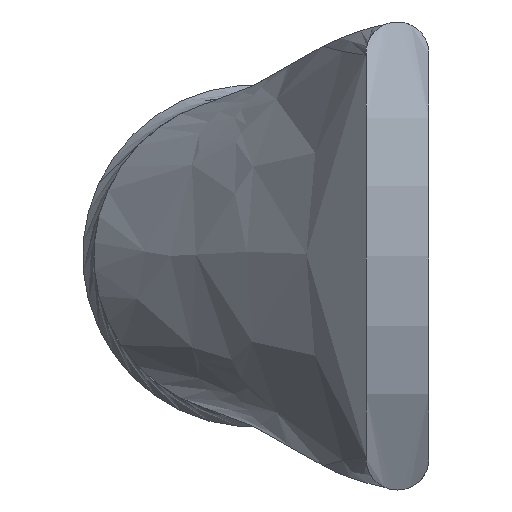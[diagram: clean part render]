
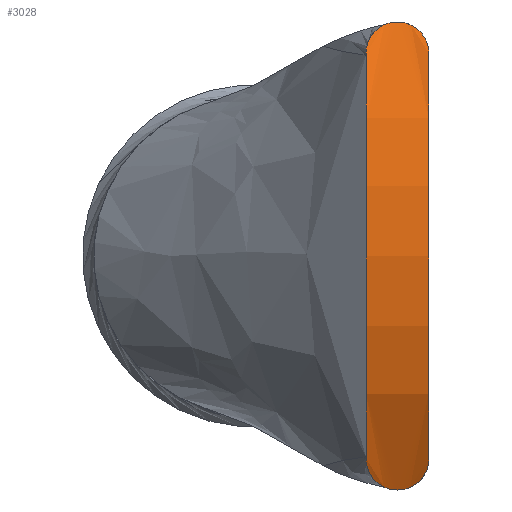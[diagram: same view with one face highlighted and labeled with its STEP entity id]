
A CAD part, left-side view. The second image highlights one B-rep face of the part: STEP entity #3028.
In plain terms, the highlighted cylindrical face has radius 20.279 mm (diameter 40.559 mm), a partial arc.
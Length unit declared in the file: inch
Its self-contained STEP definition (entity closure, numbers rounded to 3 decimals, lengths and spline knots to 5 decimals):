
#1 = CARTESIAN_POINT ( 'NONE',  ( -0.41673, 0.055, -0.355 ) ) ;
#96 = B_SPLINE_CURVE_WITH_KNOTS ( 'NONE', 3,
 ( #3949, #2018, #3578, #3699, #983, #959, #611, #2144, #242, #1365, #4045, #1390 ),
 .UNSPECIFIED., .F., .F.,
 ( 4, 2, 2, 2, 2, 4 ),
 ( 0.50087, 0.56326, 0.62566, 0.75044, 0.87522, 1. ),
 .UNSPECIFIED. ) ;
#105 = CARTESIAN_POINT ( 'NONE',  ( -0.41673, 0.055, 0.355 ) ) ;
#128 = CARTESIAN_POINT ( 'NONE',  ( -0.41331, -0.055, 0.3619 ) ) ;
#132 = CARTESIAN_POINT ( 'NONE',  ( -0.40294, 0.04863, -0.38161 ) ) ;
#242 = CARTESIAN_POINT ( 'NONE',  ( -0.40295, -0.04864, -0.38158 ) ) ;
#261 = B_SPLINE_CURVE_WITH_KNOTS ( 'NONE', 3,
 ( #2435, #128, #3590, #4764, #805, #2770, #4360, #2031, #504, #2364, #826, #527, #4716, #4337, #1301, #4313, #3915, #3134, #2412, #3567, #849, #2387, #3938, #481, #434, #105 ),
 .UNSPECIFIED., .F., .F.,
 ( 4, 2, 2, 2, 2, 2, 2, 2, 2, 2, 2, 2, 4 ),
 ( 0., 0.125, 0.25, 0.375, 0.4375, 0.46875, 0.5, 0.5625, 0.625, 0.75, 0.8125, 0.875, 1. ),
 .UNSPECIFIED. ) ;
#280 = ORIENTED_EDGE ( 'NONE', *, *, #3616, .F. ) ;
#359 = ORIENTED_EDGE ( 'NONE', *, *, #2869, .T. ) ;
#380 = DIRECTION ( 'NONE',  ( 0., -1., 0. ) ) ;
#434 = CARTESIAN_POINT ( 'NONE',  ( -0.4133, 0.055, 0.36192 ) ) ;
#455 = CARTESIAN_POINT ( 'NONE',  ( 0.2984, 0.055, 0. ) ) ;
#481 = CARTESIAN_POINT ( 'NONE',  ( -0.40978, 0.0537, 0.36874 ) ) ;
#504 = CARTESIAN_POINT ( 'NONE',  ( -0.38791, -0.01539, 0.40794 ) ) ;
#527 = CARTESIAN_POINT ( 'NONE',  ( -0.38676, -0.00406, 0.40988 ) ) ;
#545 = VERTEX_POINT ( 'NONE', #2658 ) ;
#611 = CARTESIAN_POINT ( 'NONE',  ( -0.3938, -0.03512, -0.39792 ) ) ;
#805 = CARTESIAN_POINT ( 'NONE',  ( -0.39971, -0.04498, 0.38745 ) ) ;
#826 = CARTESIAN_POINT ( 'NONE',  ( -0.38701, -0.00791, 0.40946 ) ) ;
#849 = CARTESIAN_POINT ( 'NONE',  ( -0.39974, 0.0446, 0.38737 ) ) ;
#853 = CARTESIAN_POINT ( 'NONE',  ( -0.39968, 0.04495, -0.3875 ) ) ;
#873 = DIRECTION ( 'NONE',  ( 0., -1., 0. ) ) ;
#959 = CARTESIAN_POINT ( 'NONE',  ( -0.39124, -0.02902, -0.40231 ) ) ;
#983 = CARTESIAN_POINT ( 'NONE',  ( -0.38859, -0.01884, -0.40681 ) ) ;
#1013 = DIRECTION ( 'NONE',  ( 0., 0., -1. ) ) ;
#1147 = ORIENTED_EDGE ( 'NONE', *, *, #4105, .T. ) ;
#1301 = CARTESIAN_POINT ( 'NONE',  ( -0.38692, 0.00754, 0.40961 ) ) ;
#1365 = CARTESIAN_POINT ( 'NONE',  ( -0.4098, -0.05371, -0.36872 ) ) ;
#1390 = CARTESIAN_POINT ( 'NONE',  ( -0.41673, -0.055, -0.355 ) ) ;
#1417 = EDGE_CURVE ( 'NONE', #545, #4561, #96, .T. ) ;
#1607 = DIRECTION ( 'NONE',  ( 0., 0., -1. ) ) ;
#1636 = CARTESIAN_POINT ( 'NONE',  ( -0.39377, 0.03508, -0.39797 ) ) ;
#1772 = CARTESIAN_POINT ( 'NONE',  ( -0.41673, 0.055, 0.355 ) ) ;
#1874 = AXIS2_PLACEMENT_3D ( 'NONE', #3326, #4479, #1013 ) ;
#1906 = DIRECTION ( 'NONE',  ( 0., 0., -1. ) ) ;
#2011 = CARTESIAN_POINT ( 'NONE',  ( -0.38789, 0.01526, -0.40798 ) ) ;
#2018 = CARTESIAN_POINT ( 'NONE',  ( -0.38669, -0.00384, -0.41 ) ) ;
#2031 = CARTESIAN_POINT ( 'NONE',  ( -0.38861, -0.01893, 0.40678 ) ) ;
#2060 = CARTESIAN_POINT ( 'NONE',  ( -0.38693, 0.00776, -0.40959 ) ) ;
#2144 = CARTESIAN_POINT ( 'NONE',  ( -0.39964, -0.04488, -0.38758 ) ) ;
#2252 = EDGE_CURVE ( 'NONE', #4127, #4083, #261, .T. ) ;
#2364 = CARTESIAN_POINT ( 'NONE',  ( -0.38719, -0.00977, 0.40916 ) ) ;
#2387 = CARTESIAN_POINT ( 'NONE',  ( -0.40296, 0.04831, 0.38151 ) ) ;
#2412 = CARTESIAN_POINT ( 'NONE',  ( -0.39377, 0.03506, 0.39797 ) ) ;
#2416 = CARTESIAN_POINT ( 'NONE',  ( -0.39128, 0.02917, -0.40223 ) ) ;
#2435 = CARTESIAN_POINT ( 'NONE',  ( -0.41673, -0.055, 0.355 ) ) ;
#2658 = CARTESIAN_POINT ( 'NONE',  ( -0.38669, 0., -0.41 ) ) ;
#2770 = CARTESIAN_POINT ( 'NONE',  ( -0.3938, -0.03515, 0.39791 ) ) ;
#2869 = EDGE_CURVE ( 'NONE', #3659, #545, #3839, .T. ) ;
#2950 = ORIENTED_EDGE ( 'NONE', *, *, #1417, .T. ) ;
#3023 = EDGE_LOOP ( 'NONE', ( #1147, #359, #2950, #280, #3531 ) ) ;
#3028 = ADVANCED_FACE ( 'NONE', ( #3204 ), #4667, .T. ) ;
#3099 = CARTESIAN_POINT ( 'NONE',  ( -0.41673, -0.055, 0.355 ) ) ;
#3116 = CARTESIAN_POINT ( 'NONE',  ( -0.38858, 0.01882, -0.40682 ) ) ;
#3134 = CARTESIAN_POINT ( 'NONE',  ( -0.39121, 0.02893, 0.40237 ) ) ;
#3204 = FACE_OUTER_BOUND ( 'NONE', #3023, .T. ) ;
#3251 = CIRCLE ( 'NONE', #1874, 0.7984 ) ;
#3326 = CARTESIAN_POINT ( 'NONE',  ( 0.2984, 0.055, 0. ) ) ;
#3531 = ORIENTED_EDGE ( 'NONE', *, *, #2252, .T. ) ;
#3548 = CARTESIAN_POINT ( 'NONE',  ( -0.41673, 0.055, -0.355 ) ) ;
#3567 = CARTESIAN_POINT ( 'NONE',  ( -0.39815, 0.04239, 0.39022 ) ) ;
#3578 = CARTESIAN_POINT ( 'NONE',  ( -0.38693, -0.00769, -0.40959 ) ) ;
#3590 = CARTESIAN_POINT ( 'NONE',  ( -0.40982, -0.05372, 0.36867 ) ) ;
#3616 = EDGE_CURVE ( 'NONE', #4127, #4561, #3658, .T. ) ;
#3658 = CIRCLE ( 'NONE', #4778, 0.7984 ) ;
#3659 = VERTEX_POINT ( 'NONE', #1 ) ;
#3699 = CARTESIAN_POINT ( 'NONE',  ( -0.38787, -0.01515, -0.40801 ) ) ;
#3835 = CARTESIAN_POINT ( 'NONE',  ( 0.2984, -0.055, 0. ) ) ;
#3839 = B_SPLINE_CURVE_WITH_KNOTS ( 'NONE', 3,
 ( #3548, #3919, #4696, #132, #853, #1636, #2416, #3116, #2011, #2060, #3897, #4650 ),
 .UNSPECIFIED., .F., .F.,
 ( 4, 2, 2, 2, 2, 4 ),
 ( 0., 0.12522, 0.25044, 0.37566, 0.43826, 0.50087 ),
 .UNSPECIFIED. ) ;
#3897 = CARTESIAN_POINT ( 'NONE',  ( -0.38669, 0.00385, -0.41 ) ) ;
#3915 = CARTESIAN_POINT ( 'NONE',  ( -0.38856, 0.01872, 0.40685 ) ) ;
#3919 = CARTESIAN_POINT ( 'NONE',  ( -0.4133, 0.055, -0.36191 ) ) ;
#3938 = CARTESIAN_POINT ( 'NONE',  ( -0.40464, 0.04989, 0.3784 ) ) ;
#3941 = CARTESIAN_POINT ( 'NONE',  ( -0.41673, -0.055, -0.355 ) ) ;
#3949 = CARTESIAN_POINT ( 'NONE',  ( -0.38669, 0., -0.41 ) ) ;
#4045 = CARTESIAN_POINT ( 'NONE',  ( -0.41331, -0.055, -0.3619 ) ) ;
#4083 = VERTEX_POINT ( 'NONE', #1772 ) ;
#4105 = EDGE_CURVE ( 'NONE', #4083, #3659, #3251, .T. ) ;
#4127 = VERTEX_POINT ( 'NONE', #3099 ) ;
#4313 = CARTESIAN_POINT ( 'NONE',  ( -0.38785, 0.01502, 0.40805 ) ) ;
#4337 = CARTESIAN_POINT ( 'NONE',  ( -0.38668, 0.00368, 0.41001 ) ) ;
#4360 = CARTESIAN_POINT ( 'NONE',  ( -0.39132, -0.02926, 0.40217 ) ) ;
#4479 = DIRECTION ( 'NONE',  ( 0., -1., 0. ) ) ;
#4561 = VERTEX_POINT ( 'NONE', #3941 ) ;
#4650 = CARTESIAN_POINT ( 'NONE',  ( -0.38669, 0., -0.41 ) ) ;
#4667 = CYLINDRICAL_SURFACE ( 'NONE', #4989, 0.7984 ) ;
#4696 = CARTESIAN_POINT ( 'NONE',  ( -0.40981, 0.05372, -0.36869 ) ) ;
#4716 = CARTESIAN_POINT ( 'NONE',  ( -0.38669, -0.00208, 0.40999 ) ) ;
#4764 = CARTESIAN_POINT ( 'NONE',  ( -0.40296, -0.04866, 0.38156 ) ) ;
#4778 = AXIS2_PLACEMENT_3D ( 'NONE', #3835, #380, #1906 ) ;
#4989 = AXIS2_PLACEMENT_3D ( 'NONE', #455, #873, #1607 ) ;
